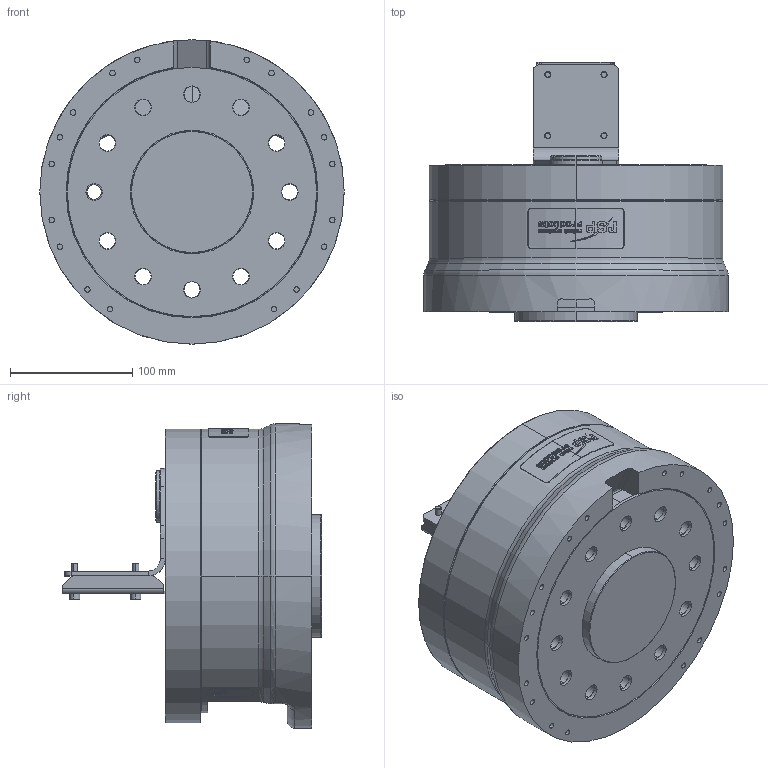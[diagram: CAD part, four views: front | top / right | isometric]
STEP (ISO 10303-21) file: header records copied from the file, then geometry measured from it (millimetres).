
FILE_DESCRIPTION (( 'STEP AP203' ), '1' );
FILE_NAME ('P5151 Axial guide.STEP', '2020-05-14T11:36:22', ( '' ), ( '' ), 'SwSTEP 2.0', 'SolidWorks 2019', '' );
FILE_SCHEMA (( 'CONFIG_CONTROL_DESIGN' ));
Length unit declared in the file: millimetre
Products named in the file (1): P5151 Axial guide
Bounding box: 249 x 211.9 x 249 mm (x, y, z)
Volume: 3219223.2 mm3; surface area: 454668.1 mm2
Topology: 35 solids, 35 shells, 1249 faces, 3172 edges, 2034 vertices
Faces by surface type: plane 505, cylinder 319, bspline 298, cone 78, torus 49
Entity records: 48432 total; most frequent: CARTESIAN_POINT 20038, ORIENTED_EDGE 6264, DIRECTION 5080, EDGE_CURVE 3132, VERTEX_POINT 2034, AXIS2_PLACEMENT_3D 1744, LINE 1592, VECTOR 1592
